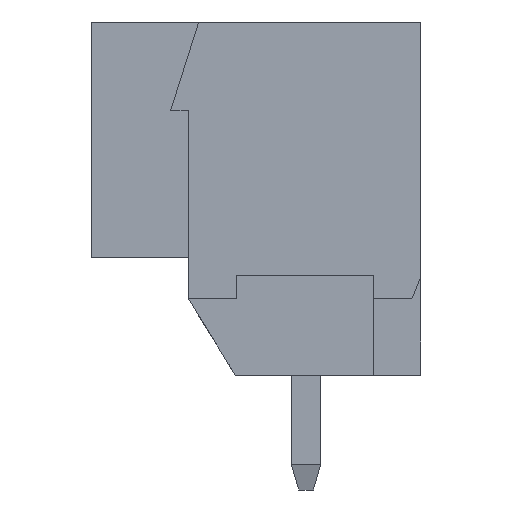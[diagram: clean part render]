
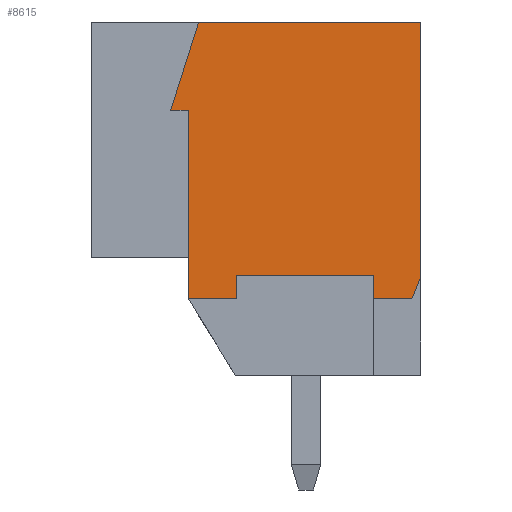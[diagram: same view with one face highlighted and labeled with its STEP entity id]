
A CAD part, left-side view. The second image highlights one B-rep face of the part: STEP entity #8615.
In plain terms, the highlighted planar face has unit normal (-1, 0, 0).
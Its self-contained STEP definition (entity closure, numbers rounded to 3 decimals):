
#1422=ORIENTED_EDGE('',*,*,#3658,.F.);
#1423=ORIENTED_EDGE('',*,*,#3160,.T.);
#1424=ORIENTED_EDGE('',*,*,#2958,.T.);
#1425=ORIENTED_EDGE('',*,*,#3113,.T.);
#1426=ORIENTED_EDGE('',*,*,#3115,.T.);
#1427=ORIENTED_EDGE('',*,*,#2938,.T.);
#1428=ORIENTED_EDGE('',*,*,#3659,.F.);
#1429=ORIENTED_EDGE('',*,*,#3660,.F.);
#1430=ORIENTED_EDGE('',*,*,#3661,.F.);
#1431=ORIENTED_EDGE('',*,*,#3649,.F.);
#1432=ORIENTED_EDGE('',*,*,#3662,.F.);
#2938=EDGE_CURVE('',#4173,#4172,#4981,.T.);
#2958=EDGE_CURVE('',#4191,#4190,#5001,.T.);
#3113=EDGE_CURVE('',#4190,#4320,#5144,.T.);
#3115=EDGE_CURVE('',#4320,#4173,#5146,.T.);
#3160=EDGE_CURVE('',#4350,#4191,#5191,.T.);
#3649=EDGE_CURVE('',#4660,#4661,#5668,.T.);
#3658=EDGE_CURVE('',#4350,#4668,#5677,.T.);
#3659=EDGE_CURVE('',#4669,#4172,#5678,.T.);
#3660=EDGE_CURVE('',#4670,#4669,#5679,.T.);
#3661=EDGE_CURVE('',#4661,#4670,#5680,.T.);
#3662=EDGE_CURVE('',#4668,#4660,#5681,.T.);
#4172=VERTEX_POINT('',#12100);
#4173=VERTEX_POINT('',#12102);
#4190=VERTEX_POINT('',#12139);
#4191=VERTEX_POINT('',#12141);
#4320=VERTEX_POINT('',#12443);
#4350=VERTEX_POINT('',#12531);
#4660=VERTEX_POINT('',#13440);
#4661=VERTEX_POINT('',#13442);
#4668=VERTEX_POINT('',#13460);
#4669=VERTEX_POINT('',#13462);
#4670=VERTEX_POINT('',#13464);
#4981=LINE('',#12101,#6168);
#5001=LINE('',#12140,#6188);
#5144=LINE('',#12444,#6331);
#5146=LINE('',#12447,#6333);
#5191=LINE('',#12530,#6378);
#5668=LINE('',#13441,#6855);
#5677=LINE('',#13459,#6864);
#5678=LINE('',#13461,#6865);
#5679=LINE('',#13463,#6866);
#5680=LINE('',#13465,#6867);
#5681=LINE('',#13466,#6868);
#6168=VECTOR('',#9717,1000.);
#6188=VECTOR('',#9739,1000.);
#6331=VECTOR('',#9944,1000.);
#6333=VECTOR('',#9948,1000.);
#6378=VECTOR('',#10011,1000.);
#6855=VECTOR('',#10734,1000.);
#6864=VECTOR('',#10747,1000.);
#6865=VECTOR('',#10748,1000.);
#6866=VECTOR('',#10749,1000.);
#6867=VECTOR('',#10750,1000.);
#6868=VECTOR('',#10751,1000.);
#7312=EDGE_LOOP('',(#1422,#1423,#1424,#1425,#1426,#1427,#1428,#1429,#1430,
#1431,#1432));
#7775=FACE_BOUND('',#7312,.T.);
#8225=PLANE('',#9128);
#8615=ADVANCED_FACE('',(#7775),#8225,.T.);
#9128=AXIS2_PLACEMENT_3D('',#13458,#10745,#10746);
#9717=DIRECTION('',(0.,0.,-1.));
#9739=DIRECTION('',(0.,1.,0.));
#9944=DIRECTION('',(0.,0.302,-0.953));
#9948=DIRECTION('',(0.,-1.,0.));
#10011=DIRECTION('',(0.,0.,1.));
#10734=DIRECTION('',(0.,0.,1.));
#10745=DIRECTION('',(-1.,0.,0.));
#10746=DIRECTION('',(0.,0.,1.));
#10747=DIRECTION('',(0.,0.371,-0.928));
#10748=DIRECTION('',(0.,1.,0.));
#10749=DIRECTION('',(0.,0.,-1.));
#10750=DIRECTION('',(0.,1.,0.));
#10751=DIRECTION('',(0.,1.,0.));
#12100=CARTESIAN_POINT('',(-31.7,4.125,-3.4));
#12101=CARTESIAN_POINT('',(-31.7,4.125,3.));
#12102=CARTESIAN_POINT('',(-31.7,4.125,3.));
#12139=CARTESIAN_POINT('',(-31.7,3.775,6.));
#12140=CARTESIAN_POINT('',(-31.7,-3.775,6.));
#12141=CARTESIAN_POINT('',(-31.7,-3.775,6.));
#12443=CARTESIAN_POINT('',(-31.7,4.725,3.));
#12444=CARTESIAN_POINT('',(-31.7,3.775,6.));
#12447=CARTESIAN_POINT('',(-31.7,4.725,3.));
#12530=CARTESIAN_POINT('',(-31.7,-3.775,-6.));
#12531=CARTESIAN_POINT('',(-31.7,-3.775,-2.65));
#13440=CARTESIAN_POINT('',(-31.7,-2.175,-3.4));
#13441=CARTESIAN_POINT('',(-31.7,-2.175,-3.4));
#13442=CARTESIAN_POINT('',(-31.7,-2.175,-2.6));
#13458=CARTESIAN_POINT('',(-31.7,0.,0.));
#13459=CARTESIAN_POINT('',(-31.7,-3.775,-2.65));
#13460=CARTESIAN_POINT('',(-31.7,-3.475,-3.4));
#13461=CARTESIAN_POINT('',(-31.7,2.475,-3.4));
#13462=CARTESIAN_POINT('',(-31.7,2.475,-3.4));
#13463=CARTESIAN_POINT('',(-31.7,2.475,-2.6));
#13464=CARTESIAN_POINT('',(-31.7,2.475,-2.6));
#13465=CARTESIAN_POINT('',(-31.7,-2.175,-2.6));
#13466=CARTESIAN_POINT('',(-31.7,-3.475,-3.4));
